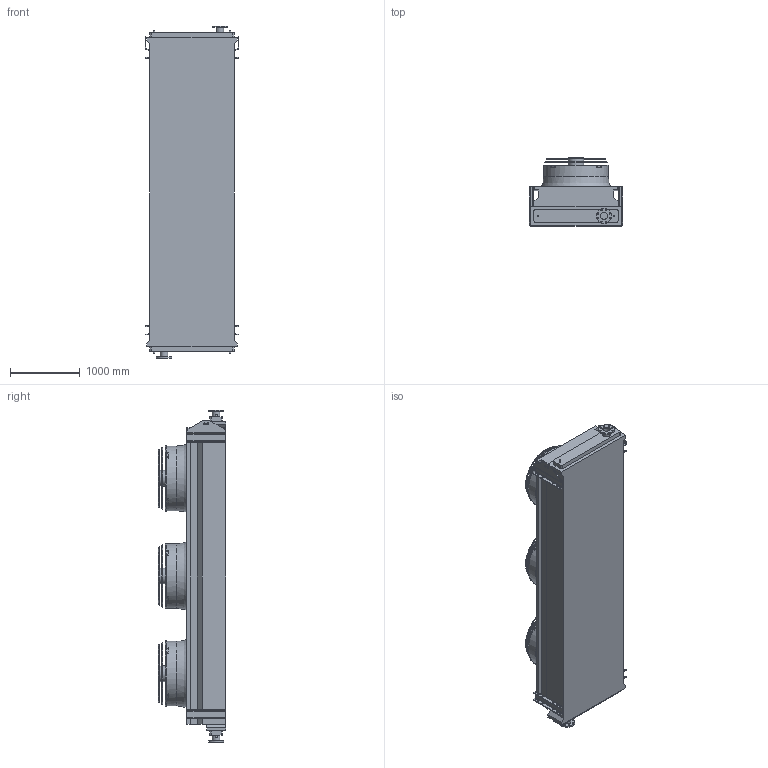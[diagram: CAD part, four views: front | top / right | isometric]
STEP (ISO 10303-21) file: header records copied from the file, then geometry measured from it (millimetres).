
FILE_DESCRIPTION (( 'STEP AP203' ), '1' );
FILE_NAME ('BOAS_03L_I.STEP', '2017-03-24T11:07:35', ( 'Alfa Laval' ), ( 'Alfa Laval' ), 'SwSTEP 2.0', 'SolidWorks 2016', '' );
FILE_SCHEMA (( 'CONFIG_CONTROL_DESIGN' ));
Length unit declared in the file: millimetre
Products named in the file (4): BOA_LIGHT_BOCF_30T_L_3M_OS; BOFE_I_LIGHT_BOS3L; BOFA_LIGHT_�910 IEC; BOAS_03L_I
Assembly tree (5 placements, depth 2):
  BOAS_03L_I
    BOA_LIGHT_BOCF_30T_L_3M_OS
    BOFE_I_LIGHT_BOS3L
    BOFA_LIGHT_�910 IEC  x3
Bounding box: 1340 x 970 x 4760 mm (x, y, z)
Volume: 3537874458.3 mm3; surface area: 26537690 mm2
Topology: 62 solids, 65 shells, 830 faces, 2018 edges, 1342 vertices
Faces by surface type: plane 352, cylinder 294, torus 163, cone 18, bspline 3
Full cylindrical faces by diameter (mm): 18 x16, 25 x16, 30 x4, 103 x2, 108 x2, 220 x2, 228 x3, 236 x3, 262.56 x3, 276 x3, 308 x3, 328 x3, 406.8 x3, 426.8 x3, 505.6 x3, 525.6 x3, 604.4 x3, 624.4 x3, 703.2 x3, 723.2 x3, 802 x3, 926 x3
Entity records: 17165 total; most frequent: CARTESIAN_POINT 5078, DIRECTION 2513, ORIENTED_EDGE 2204, EDGE_CURVE 1102, AXIS2_PLACEMENT_3D 992, VERTEX_POINT 774, EDGE_LOOP 712, FACE_OUTER_BOUND 542
